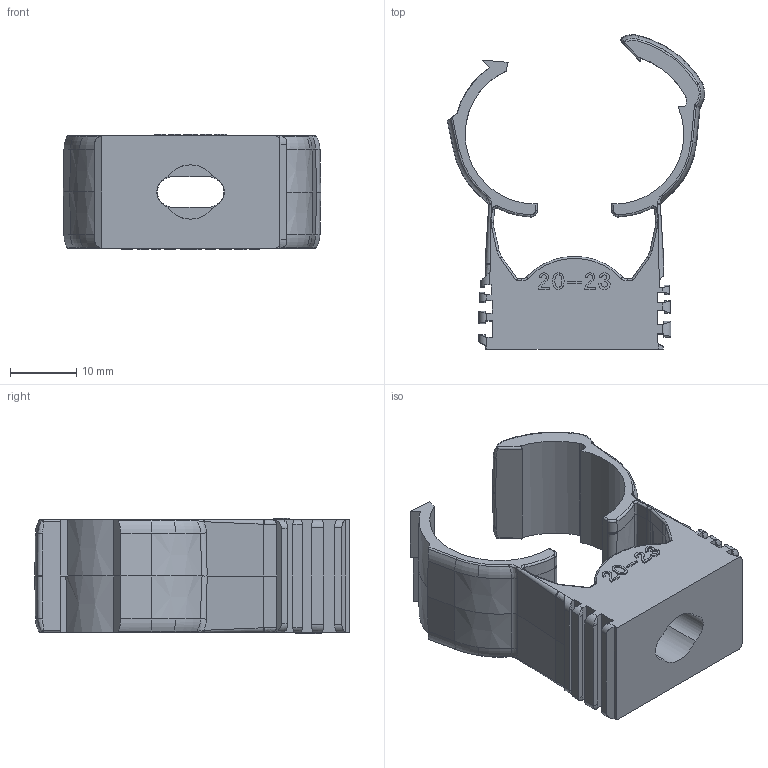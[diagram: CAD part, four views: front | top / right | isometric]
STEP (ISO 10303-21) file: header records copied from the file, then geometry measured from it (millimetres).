
FILE_DESCRIPTION((''),'2;1');
FILE_NAME('2146134','2012-08-14T',('AndreasKeweloh'),(''),'PRO/ENGINEER BY PARAMETRIC TECHNOLOGY CORPORATION, 2012130','PRO/ENGINEER BY PARAMETRIC TECHNOLOGY CORPORATION, 2012130','');
FILE_SCHEMA(('CONFIG_CONTROL_DESIGN'));
Length unit declared in the file: millimetre
Products named in the file (1): 2146134
Bounding box: 38.89 x 47.45 x 17.4 mm (x, y, z)
Volume: 7617.6 mm3; surface area: 6170.4 mm2
Topology: 1 solids, 1 shells, 908 faces, 2548 edges, 1661 vertices
Faces by surface type: plane 432, cylinder 305, bspline 63, extrusion 53, cone 19, torus 19, revolution 17
Entity records: 33562 total; most frequent: CARTESIAN_POINT 10372, ORIENTED_EDGE 5096, DIRECTION 4486, EDGE_CURVE 2548, VERTEX_POINT 1661, VECTOR 1627, LINE 1574, AXIS2_PLACEMENT_3D 1421
